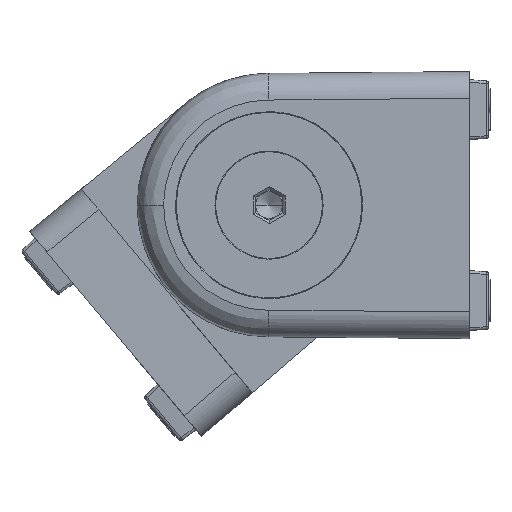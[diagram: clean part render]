
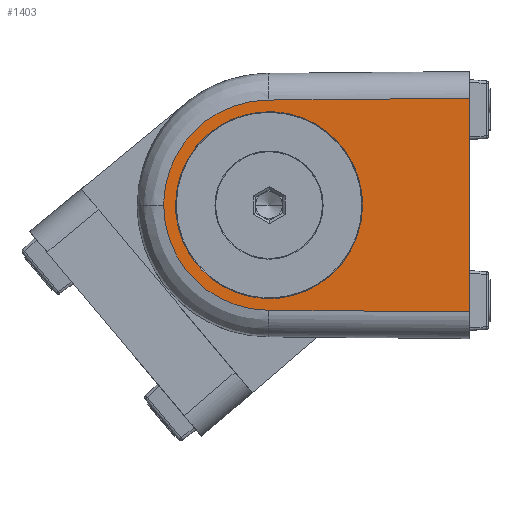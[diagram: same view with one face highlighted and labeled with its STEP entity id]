
A CAD part, left-side view. The second image highlights one B-rep face of the part: STEP entity #1403.
In plain terms, the highlighted planar face has unit normal (-1, 0.009, 0).
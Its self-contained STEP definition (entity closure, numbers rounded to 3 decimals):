
#1403=ADVANCED_FACE('NONE',(#2905,#2906),#2907,.T.);
#2905=FACE_OUTER_BOUND('',#5792,.T.);
#2906=FACE_BOUND('',#5793,.T.);
#2907=PLANE('',#5794);
#5792=EDGE_LOOP('',(#9495,#9496,#9497,#9498,#9499));
#5793=EDGE_LOOP('',(#9500,#9501));
#5794=AXIS2_PLACEMENT_3D('',#9502,#9503,#9504);
#9495=ORIENTED_EDGE('',*,*,#11911,.T.);
#9496=ORIENTED_EDGE('',*,*,#12027,.T.);
#9497=ORIENTED_EDGE('',*,*,#12028,.T.);
#9498=ORIENTED_EDGE('',*,*,#12029,.T.);
#9499=ORIENTED_EDGE('',*,*,#12030,.T.);
#9500=ORIENTED_EDGE('',*,*,#11972,.T.);
#9501=ORIENTED_EDGE('',*,*,#12031,.T.);
#9502=CARTESIAN_POINT('',(-10.0,0.,10.0));
#9503=DIRECTION('',(-1.,0.009,0.));
#9504=DIRECTION('',(0.,0.,-1.0));
#11911=EDGE_CURVE('NONE',#14211,#14209,#14212,.T.);
#11972=EDGE_CURVE('NONE',#14309,#14307,#14310,.T.);
#12027=EDGE_CURVE('NONE',#14209,#14399,#14400,.T.);
#12028=EDGE_CURVE('NONE',#14399,#14401,#14402,.T.);
#12029=EDGE_CURVE('NONE',#14401,#14403,#14404,.T.);
#12030=EDGE_CURVE('NONE',#14403,#14211,#14405,.T.);
#12031=EDGE_CURVE('NONE',#14307,#14309,#14406,.T.);
#14209=VERTEX_POINT('NONE',#18942);
#14211=VERTEX_POINT('NONE',#18944);
#14212=(B_SPLINE_CURVE(3,(#18946,#18947,#18948,#18949),.UNSPECIFIED.,.F.,.F.)B_SPLINE_CURVE_WITH_KNOTS((4,4),(4.711,6.283),.UNSPECIFIED.)RATIONAL_B_SPLINE_CURVE((1.0,0.804,0.804,1.0))BOUNDED_CURVE()REPRESENTATION_ITEM('')GEOMETRIC_REPRESENTATION_ITEM()CURVE());
#14307=VERTEX_POINT('NONE',#19078);
#14309=VERTEX_POINT('NONE',#19081);
#14310=(B_SPLINE_CURVE(3,(#19083,#19084,#19085,#19086),.UNSPECIFIED.,.F.,.F.)B_SPLINE_CURVE_WITH_KNOTS((4,4),(3.142,6.283),.UNSPECIFIED.)RATIONAL_B_SPLINE_CURVE((1.0,0.333,0.333,1.0))BOUNDED_CURVE()REPRESENTATION_ITEM('')GEOMETRIC_REPRESENTATION_ITEM()CURVE());
#14399=VERTEX_POINT('NONE',#19267);
#14400=(B_SPLINE_CURVE(3,(#19269,#19270,#19271,#19272),.UNSPECIFIED.,.F.,.F.)B_SPLINE_CURVE_WITH_KNOTS((4,4),(0.0,1.572),.UNSPECIFIED.)RATIONAL_B_SPLINE_CURVE((1.0,0.804,0.804,1.0))BOUNDED_CURVE()REPRESENTATION_ITEM('')GEOMETRIC_REPRESENTATION_ITEM()CURVE());
#14401=VERTEX_POINT('NONE',#19279);
#14402=LINE('',#19280,#19281);
#14403=VERTEX_POINT('NONE',#19282);
#14404=LINE('',#19283,#19284);
#14405=LINE('',#19285,#19286);
#14406=(B_SPLINE_CURVE(3,(#19288,#19289,#19290,#19291),.UNSPECIFIED.,.F.,.F.)B_SPLINE_CURVE_WITH_KNOTS((4,4),(0.0,3.142),.UNSPECIFIED.)RATIONAL_B_SPLINE_CURVE((1.0,0.333,0.333,1.0))BOUNDED_CURVE()REPRESENTATION_ITEM('')GEOMETRIC_REPRESENTATION_ITEM()CURVE());
#18942=CARTESIAN_POINT('',(-9.8,22.887,0.));
#18944=CARTESIAN_POINT('',(-9.869,15.009,7.869));
#18946=CARTESIAN_POINT('',(-9.869,15.009,7.869));
#18947=CARTESIAN_POINT('',(-9.829,19.623,7.874));
#18948=CARTESIAN_POINT('',(-9.8,22.887,4.613));
#18949=CARTESIAN_POINT('',(-9.8,22.887,0.));
#19078=CARTESIAN_POINT('',(-9.93,8.0,0.));
#19081=CARTESIAN_POINT('',(-9.808,22.0,0.));
#19083=CARTESIAN_POINT('',(-9.808,22.0,0.));
#19084=CARTESIAN_POINT('',(-9.808,22.0,14.0));
#19085=CARTESIAN_POINT('',(-9.93,8.0,14.0));
#19086=CARTESIAN_POINT('',(-9.93,8.0,0.));
#19267=CARTESIAN_POINT('',(-9.869,15.009,-7.869));
#19269=CARTESIAN_POINT('',(-9.8,22.887,0.));
#19270=CARTESIAN_POINT('',(-9.8,22.887,-4.613));
#19271=CARTESIAN_POINT('',(-9.829,19.623,-7.874));
#19272=CARTESIAN_POINT('',(-9.869,15.009,-7.869));
#19279=CARTESIAN_POINT('',(-10.0,0.,-8.));
#19280=CARTESIAN_POINT('',(-9.999,0.157,-7.999));
#19281=VECTOR('',#21469,1000.0);
#19282=CARTESIAN_POINT('',(-10.0,0.,8.));
#19283=CARTESIAN_POINT('',(-10.0,0.,10.0));
#19284=VECTOR('',#21470,1000.0);
#19285=CARTESIAN_POINT('',(-10.,-0.017,8.));
#19286=VECTOR('',#21471,1000.0);
#19288=CARTESIAN_POINT('',(-9.93,8.0,0.));
#19289=CARTESIAN_POINT('',(-9.93,8.0,-14.0));
#19290=CARTESIAN_POINT('',(-9.808,22.0,-14.0));
#19291=CARTESIAN_POINT('',(-9.808,22.0,0.));
#21469=DIRECTION('',(-0.009,-1.,-0.009));
#21470=DIRECTION('',(0.,0.,1.0));
#21471=DIRECTION('',(0.009,1.,-0.009));
